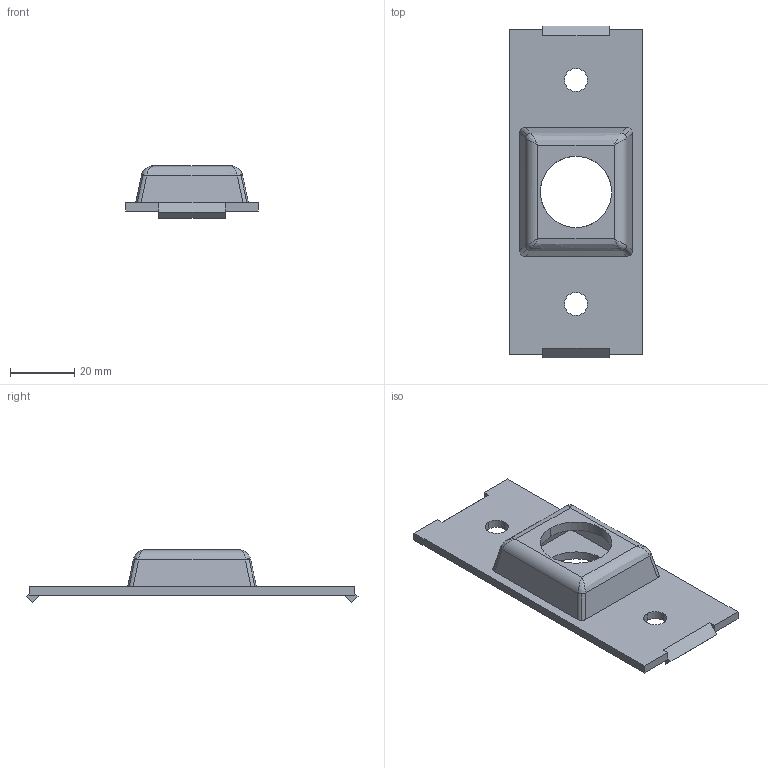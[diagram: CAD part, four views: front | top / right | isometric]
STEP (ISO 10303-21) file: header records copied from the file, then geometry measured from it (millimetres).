
FILE_DESCRIPTION(('TurboCAD Mac Pro'),'Build 980');
FILE_NAME('P2535.stp',' ',(''),(''),'ACIS Interop','IMSI','TurboCAD Mac Pro BY IMSI, INCORPORATED');
FILE_SCHEMA(('automotive_design'));
Length unit declared in the file: inch
Products named in the file (1): 1
Bounding box: 41.27 x 103.51 x 16.34 mm (x, y, z)
Volume: 14833.5 mm3; surface area: 12097.2 mm2
Topology: 1 solids, 1 shells, 90 faces, 238 edges, 144 vertices
Faces by surface type: bspline 36, plane 34, cylinder 20
Entity records: 6092 total; most frequent: CARTESIAN_POINT 2537, ORIENTED_EDGE 460, DIRECTION 344, STYLED_ITEM 249, PRESENTATION_STYLE_ASSIGNMENT 249, COLOUR_RGB 249, EDGE_CURVE 230, CURVE_STYLE 158
